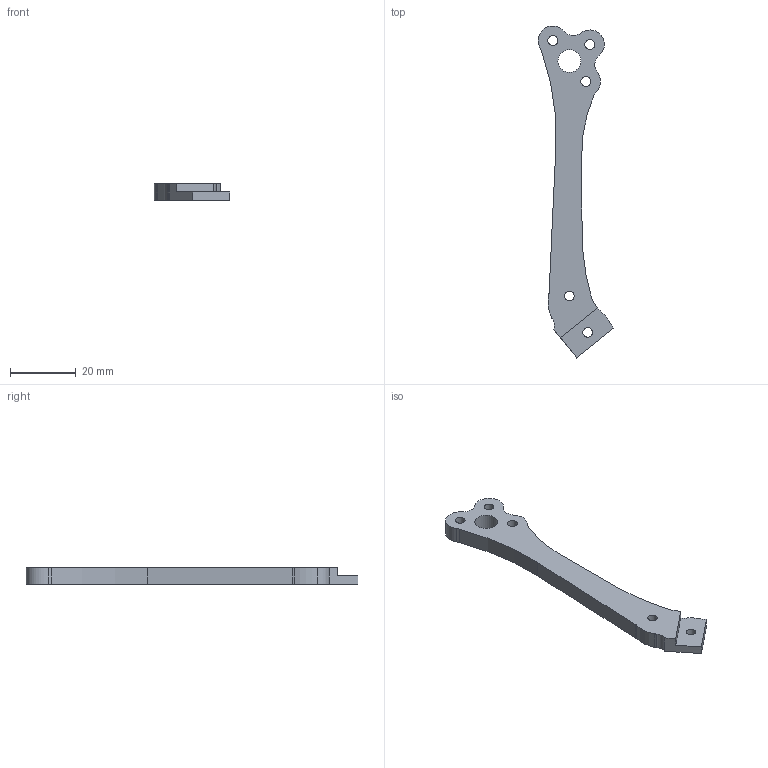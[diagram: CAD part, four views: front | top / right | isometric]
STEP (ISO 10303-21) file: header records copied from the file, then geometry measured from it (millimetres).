
FILE_DESCRIPTION(/* description */ (''),/* implementation_level */ '2;1');
FILE_NAME(/* name */ 'T_5_Inch Shorty_ v1_Arm_5mm.step',/* time_stamp */ '2023-04-16T16:05:08-04:00',/* author */ (''),/* organization */ (''),/* preprocessor_version */ 'ST-DEVELOPER v19.2',/* originating_system */ 'Autodesk Translation Framework v12.4.0.73',/* authorisation */ '');
FILE_SCHEMA (('AUTOMOTIVE_DESIGN { 1 0 10303 214 3 1 1 }'));
Length unit declared in the file: millimetre
Products named in the file (1): T_5_Inch Shorty_ v1_Arm_5mm
Bounding box: 22.99 x 101.02 x 5 mm (x, y, z)
Volume: 5036.3 mm3; surface area: 3566.1 mm2
Topology: 1 solids, 1 shells, 33 faces, 92 edges, 61 vertices
Faces by surface type: cylinder 26, plane 7
Full cylindrical faces by diameter (mm): 2.9 x2, 3 x3, 7 x1
Entity records: 1147 total; most frequent: DIRECTION 212, CARTESIAN_POINT 187, ORIENTED_EDGE 184, EDGE_CURVE 92, AXIS2_PLACEMENT_3D 86, VERTEX_POINT 61, CIRCLE 52, EDGE_LOOP 45
